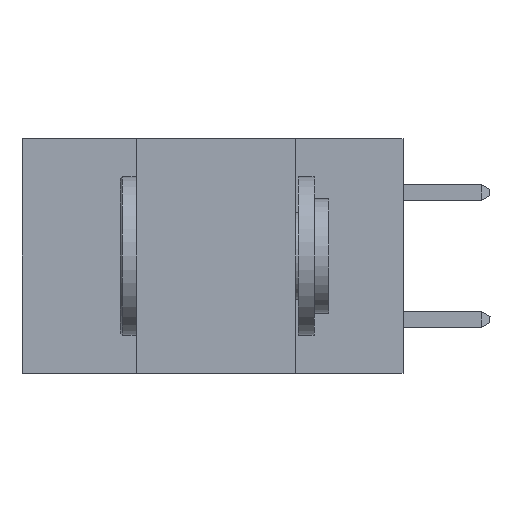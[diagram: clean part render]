
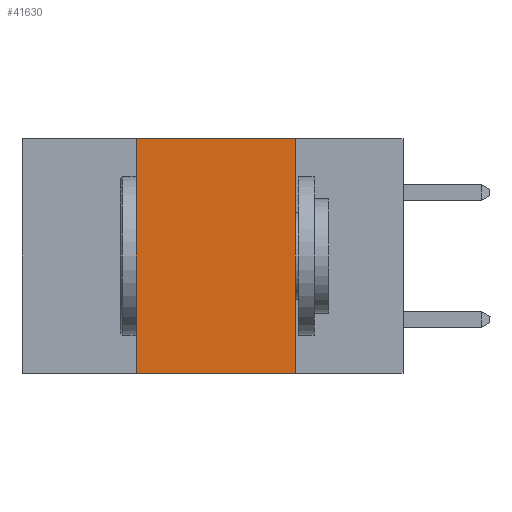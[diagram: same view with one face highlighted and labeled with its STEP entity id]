
A CAD part, left-side view. The second image highlights one B-rep face of the part: STEP entity #41630.
In plain terms, the highlighted planar face has unit normal (-1, 0, 0).
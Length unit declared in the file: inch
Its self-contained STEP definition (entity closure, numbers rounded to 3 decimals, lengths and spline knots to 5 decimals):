
#560 = AXIS2_PLACEMENT_3D ( 'NONE', #7859, #38899, #8138 ) ;
#2569 = VECTOR ( 'NONE', #38175, 39.37008 ) ;
#3612 = EDGE_CURVE ( 'NONE', #32757, #36836, #27868, .T. ) ;
#4324 = CARTESIAN_POINT ( 'NONE',  ( 0., 0.42, 0. ) ) ;
#5993 = EDGE_CURVE ( 'NONE', #32757, #23479, #22854, .T. ) ;
#7859 = CARTESIAN_POINT ( 'NONE',  ( 0., 0.6, 0. ) ) ;
#8138 = DIRECTION ( 'NONE',  ( 0., 0., -1. ) ) ;
#8751 = CARTESIAN_POINT ( 'NONE',  ( 0., 0.6, -0.37 ) ) ;
#14604 = ORIENTED_EDGE ( 'NONE', *, *, #3612, .T. ) ;
#15059 = CARTESIAN_POINT ( 'NONE',  ( 0., 0.6, 0. ) ) ;
#16031 = DIRECTION ( 'NONE',  ( 0., -1., 0. ) ) ;
#19909 = EDGE_CURVE ( 'NONE', #42130, #36836, #43949, .T. ) ;
#19950 = FACE_OUTER_BOUND ( 'NONE', #26757, .T. ) ;
#20437 = CARTESIAN_POINT ( 'NONE',  ( 0., 0.17, 0. ) ) ;
#21339 = ORIENTED_EDGE ( 'NONE', *, *, #42509, .F. ) ;
#22854 = LINE ( 'NONE', #4324, #2569 ) ;
#23271 = ORIENTED_EDGE ( 'NONE', *, *, #19909, .F. ) ;
#23479 = VERTEX_POINT ( 'NONE', #25234 ) ;
#25234 = CARTESIAN_POINT ( 'NONE',  ( 0., 0.42, 0. ) ) ;
#25761 = LINE ( 'NONE', #15059, #38586 ) ;
#26757 = EDGE_LOOP ( 'NONE', ( #23271, #21339, #37558, #14604 ) ) ;
#27868 = LINE ( 'NONE', #8751, #34244 ) ;
#29217 = DIRECTION ( 'NONE',  ( 0., -1., 0. ) ) ;
#32364 = CARTESIAN_POINT ( 'NONE',  ( 0., 0.17, 0. ) ) ;
#32757 = VERTEX_POINT ( 'NONE', #34865 ) ;
#33137 = DIRECTION ( 'NONE',  ( 0., 0., -1. ) ) ;
#34244 = VECTOR ( 'NONE', #16031, 39.37008 ) ;
#34330 = VECTOR ( 'NONE', #33137, 39.37008 ) ;
#34865 = CARTESIAN_POINT ( 'NONE',  ( 0., 0.42, -0.37 ) ) ;
#36836 = VERTEX_POINT ( 'NONE', #42098 ) ;
#37558 = ORIENTED_EDGE ( 'NONE', *, *, #5993, .F. ) ;
#38175 = DIRECTION ( 'NONE',  ( 0., 0., 1. ) ) ;
#38586 = VECTOR ( 'NONE', #29217, 39.37008 ) ;
#38899 = DIRECTION ( 'NONE',  ( 1., 0., 0. ) ) ;
#41630 = ADVANCED_FACE ( 'NONE', ( #19950 ), #41736, .F. ) ;
#41736 = PLANE ( 'NONE',  #560 ) ;
#42098 = CARTESIAN_POINT ( 'NONE',  ( 0., 0.17, -0.37 ) ) ;
#42130 = VERTEX_POINT ( 'NONE', #20437 ) ;
#42509 = EDGE_CURVE ( 'NONE', #23479, #42130, #25761, .T. ) ;
#43949 = LINE ( 'NONE', #32364, #34330 ) ;
